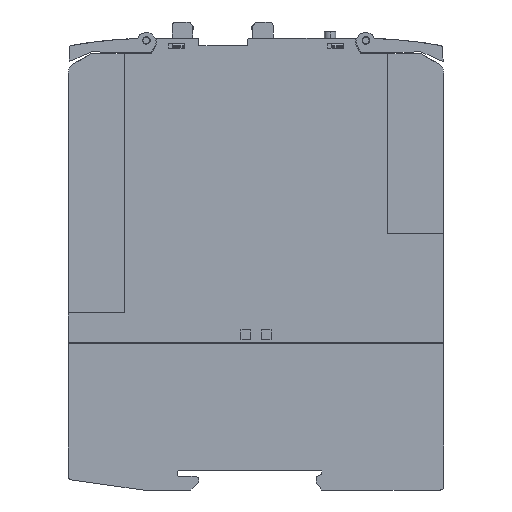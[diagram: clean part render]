
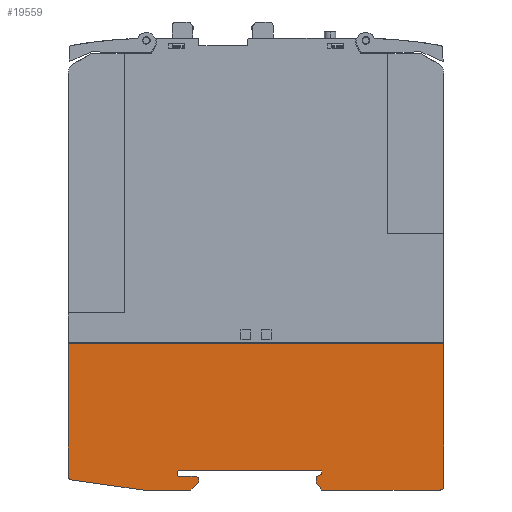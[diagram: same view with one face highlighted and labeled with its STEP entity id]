
A CAD part, left-side view. The second image highlights one B-rep face of the part: STEP entity #19559.
In plain terms, the highlighted planar face has unit normal (-1, 0, 0).
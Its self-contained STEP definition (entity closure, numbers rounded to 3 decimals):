
#19559=ADVANCED_FACE('',(#53938),#53939,.T.);
#32831=VERTEX_POINT('',#68575);
#32833=VERTEX_POINT('',#68577);
#32835=EDGE_CURVE('',#32831,#32833,#68579,.T.);
#32847=VERTEX_POINT('',#68591);
#32849=EDGE_CURVE('',#32833,#32847,#68593,.T.);
#32857=VERTEX_POINT('',#68601);
#32859=VERTEX_POINT('',#68603);
#32861=EDGE_CURVE('',#32857,#32859,#68605,.T.);
#32873=VERTEX_POINT('',#68617);
#32875=EDGE_CURVE('',#32859,#32873,#68619,.T.);
#32883=VERTEX_POINT('',#68627);
#32885=EDGE_CURVE('',#32873,#32883,#68629,.T.);
#32893=VERTEX_POINT('',#68637);
#32895=EDGE_CURVE('',#32883,#32893,#68639,.T.);
#32903=VERTEX_POINT('',#68647);
#32905=EDGE_CURVE('',#32893,#32903,#68649,.T.);
#32913=VERTEX_POINT('',#68657);
#32915=EDGE_CURVE('',#32903,#32913,#68659,.T.);
#32923=VERTEX_POINT('',#68667);
#32925=EDGE_CURVE('',#32913,#32923,#68669,.T.);
#32933=VERTEX_POINT('',#68677);
#32935=EDGE_CURVE('',#32923,#32933,#68679,.T.);
#32943=VERTEX_POINT('',#68687);
#32945=EDGE_CURVE('',#32933,#32943,#68689,.T.);
#32953=VERTEX_POINT('',#68697);
#32955=EDGE_CURVE('',#32943,#32953,#68699,.T.);
#32963=VERTEX_POINT('',#68707);
#32965=EDGE_CURVE('',#32953,#32963,#68709,.T.);
#32973=VERTEX_POINT('',#68717);
#32975=EDGE_CURVE('',#32963,#32973,#68719,.T.);
#32983=VERTEX_POINT('',#68727);
#32985=EDGE_CURVE('',#32973,#32983,#68729,.T.);
#32993=VERTEX_POINT('',#68737);
#32995=EDGE_CURVE('',#32983,#32993,#68739,.T.);
#33003=EDGE_CURVE('',#32993,#32831,#68747,.T.);
#38157=VERTEX_POINT('',#73901);
#38159=EDGE_CURVE('',#32847,#38157,#73903,.T.);
#38173=VERTEX_POINT('',#73917);
#38175=EDGE_CURVE('',#38173,#32857,#73919,.T.);
#38179=EDGE_CURVE('',#38157,#38173,#73923,.T.);
#53938=FACE_OUTER_BOUND('',#89681,.T.);
#53939=PLANE('',#89682);
#68575=CARTESIAN_POINT('',(0.0,80.0,0.0));
#68577=CARTESIAN_POINT('',(0.0,99.139,2.69));
#68579=LINE('',#110214,#110215);
#68591=CARTESIAN_POINT('',(0.0,100.0,3.68));
#68593=CIRCLE('',#110236,1.);
#68601=CARTESIAN_POINT('',(0.0,0.0,1.0));
#68603=CARTESIAN_POINT('',(0.0,1.0,0.));
#68605=CIRCLE('',#110252,1.);
#68617=CARTESIAN_POINT('',(0.0,32.521,0.0));
#68619=LINE('',#110272,#110273);
#68627=CARTESIAN_POINT('',(0.0,34.0,2.113));
#68629=LINE('',#110288,#110289);
#68637=CARTESIAN_POINT('',(0.0,34.0,3.613));
#68639=LINE('',#110304,#110305);
#68647=CARTESIAN_POINT('',(0.0,32.5,4.1));
#68649=LINE('',#110320,#110321);
#68657=CARTESIAN_POINT('',(0.0,32.5,5.1));
#68659=LINE('',#110336,#110337);
#68667=CARTESIAN_POINT('',(0.0,70.6,5.1));
#68669=LINE('',#110352,#110353);
#68677=CARTESIAN_POINT('',(0.0,71.0,4.7));
#68679=CIRCLE('',#110368,0.4);
#68687=CARTESIAN_POINT('',(0.0,71.0,4.1));
#68689=LINE('',#110382,#110383);
#68697=CARTESIAN_POINT('',(0.0,70.6,3.7));
#68699=CIRCLE('',#110398,0.4);
#68707=CARTESIAN_POINT('',(0.0,66.2,3.7));
#68709=LINE('',#110412,#110413);
#68717=CARTESIAN_POINT('',(0.0,65.2,3.234));
#68719=LINE('',#110428,#110429);
#68727=CARTESIAN_POINT('',(0.0,65.2,2.113));
#68729=LINE('',#110444,#110445);
#68737=CARTESIAN_POINT('',(0.0,67.313,0.0));
#68739=LINE('',#110460,#110461);
#68747=LINE('',#110474,#110475);
#73901=CARTESIAN_POINT('',(0.0,100.0,39.0));
#73903=LINE('',#118461,#118462);
#73917=CARTESIAN_POINT('',(0.0,0.0,39.0));
#73919=LINE('',#118487,#118488);
#73923=LINE('',#118495,#118496);
#89681=EDGE_LOOP('',(#150813,#150814,#150815,#150816,#150817,#150818,#150819,#150820,#150821,#150822,#150823,#150824,#150825,#150826,#150827,#150828,#150829,#150830,#150831,#150832));
#89682=AXIS2_PLACEMENT_3D('',#150833,#150834,#150835);
#110214=CARTESIAN_POINT('',(0.0,80.0,0.0));
#110215=VECTOR('',#167589,1.0);
#110236=AXIS2_PLACEMENT_3D('',#167593,#167594,#167595);
#110252=AXIS2_PLACEMENT_3D('',#167600,#167601,#167602);
#110272=CARTESIAN_POINT('',(0.0,1.0,0.0));
#110273=VECTOR('',#167608,1.0);
#110288=CARTESIAN_POINT('',(0.0,32.521,0.0));
#110289=VECTOR('',#167611,1.0);
#110304=CARTESIAN_POINT('',(0.0,34.0,2.113));
#110305=VECTOR('',#167614,1.0);
#110320=CARTESIAN_POINT('',(0.0,34.0,3.613));
#110321=VECTOR('',#167617,1.0);
#110336=CARTESIAN_POINT('',(0.0,32.5,4.1));
#110337=VECTOR('',#167620,1.0);
#110352=CARTESIAN_POINT('',(0.0,32.5,5.1));
#110353=VECTOR('',#167623,1.0);
#110368=AXIS2_PLACEMENT_3D('',#167626,#167627,#167628);
#110382=CARTESIAN_POINT('',(0.0,71.0,4.7));
#110383=VECTOR('',#167633,1.0);
#110398=AXIS2_PLACEMENT_3D('',#167636,#167637,#167638);
#110412=CARTESIAN_POINT('',(0.0,70.6,3.7));
#110413=VECTOR('',#167643,1.0);
#110428=CARTESIAN_POINT('',(0.0,66.2,3.7));
#110429=VECTOR('',#167646,1.0);
#110444=CARTESIAN_POINT('',(0.0,65.2,3.234));
#110445=VECTOR('',#167649,1.0);
#110460=CARTESIAN_POINT('',(0.0,65.2,2.113));
#110461=VECTOR('',#167652,1.0);
#110474=CARTESIAN_POINT('',(0.0,67.313,0.0));
#110475=VECTOR('',#167655,1.0);
#118461=CARTESIAN_POINT('',(0.0,100.0,3.68));
#118462=VECTOR('',#170134,1.0);
#118487=CARTESIAN_POINT('',(0.0,0.0,39.0));
#118488=VECTOR('',#170139,1.0);
#118495=CARTESIAN_POINT('',(0.0,100.0,39.0));
#118496=VECTOR('',#170141,1.0);
#150813=ORIENTED_EDGE('',*,*,#33003,.F.);
#150814=ORIENTED_EDGE('',*,*,#32995,.F.);
#150815=ORIENTED_EDGE('',*,*,#32985,.F.);
#150816=ORIENTED_EDGE('',*,*,#32975,.F.);
#150817=ORIENTED_EDGE('',*,*,#32965,.F.);
#150818=ORIENTED_EDGE('',*,*,#32955,.F.);
#150819=ORIENTED_EDGE('',*,*,#32945,.F.);
#150820=ORIENTED_EDGE('',*,*,#32935,.F.);
#150821=ORIENTED_EDGE('',*,*,#32925,.F.);
#150822=ORIENTED_EDGE('',*,*,#32915,.F.);
#150823=ORIENTED_EDGE('',*,*,#32905,.F.);
#150824=ORIENTED_EDGE('',*,*,#32895,.F.);
#150825=ORIENTED_EDGE('',*,*,#32885,.F.);
#150826=ORIENTED_EDGE('',*,*,#32875,.F.);
#150827=ORIENTED_EDGE('',*,*,#32861,.F.);
#150828=ORIENTED_EDGE('',*,*,#38175,.F.);
#150829=ORIENTED_EDGE('',*,*,#38179,.F.);
#150830=ORIENTED_EDGE('',*,*,#38159,.F.);
#150831=ORIENTED_EDGE('',*,*,#32849,.F.);
#150832=ORIENTED_EDGE('',*,*,#32835,.F.);
#150833=CARTESIAN_POINT('',(0.0,50.091,19.222));
#150834=DIRECTION('',(-1.0,0.0,0.0));
#150835=DIRECTION('',(0.0,1.0,0.0));
#167589=DIRECTION('',(0.0,0.99,0.139));
#167593=CARTESIAN_POINT('',(0.0,99.,3.68));
#167594=DIRECTION('',(1.0,0.0,-0.0));
#167595=DIRECTION('',(0.0,1.0,0.));
#167600=CARTESIAN_POINT('',(0.0,1.,1.));
#167601=DIRECTION('',(1.0,0.0,0.0));
#167602=DIRECTION('',(0.0,0.,-1.0));
#167608=DIRECTION('',(0.0,1.0,0.0));
#167611=DIRECTION('',(0.0,0.574,0.819));
#167614=DIRECTION('',(0.0,0.0,1.0));
#167617=DIRECTION('',(0.0,-0.951,0.309));
#167620=DIRECTION('',(0.0,0.0,1.0));
#167623=DIRECTION('',(0.0,1.0,0.0));
#167626=CARTESIAN_POINT('',(0.0,70.6,4.7));
#167627=DIRECTION('',(-1.0,0.0,0.0));
#167628=DIRECTION('',(0.0,0.,1.0));
#167633=DIRECTION('',(0.0,0.0,-1.0));
#167636=CARTESIAN_POINT('',(0.0,70.6,4.1));
#167637=DIRECTION('',(-1.0,0.0,0.0));
#167638=DIRECTION('',(0.0,1.0,0.));
#167643=DIRECTION('',(0.0,-1.0,0.0));
#167646=DIRECTION('',(0.0,-0.906,-0.423));
#167649=DIRECTION('',(0.0,0.0,-1.0));
#167652=DIRECTION('',(0.0,0.707,-0.707));
#167655=DIRECTION('',(0.0,1.0,0.0));
#170134=DIRECTION('',(0.0,0.0,1.0));
#170139=DIRECTION('',(0.0,0.0,-1.0));
#170141=DIRECTION('',(0.0,-1.0,0.0));
